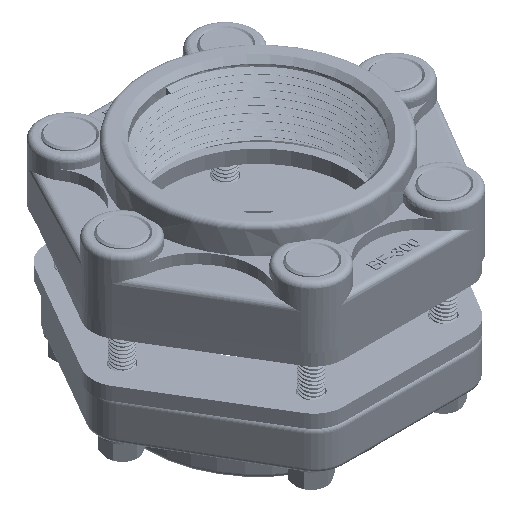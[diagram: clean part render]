
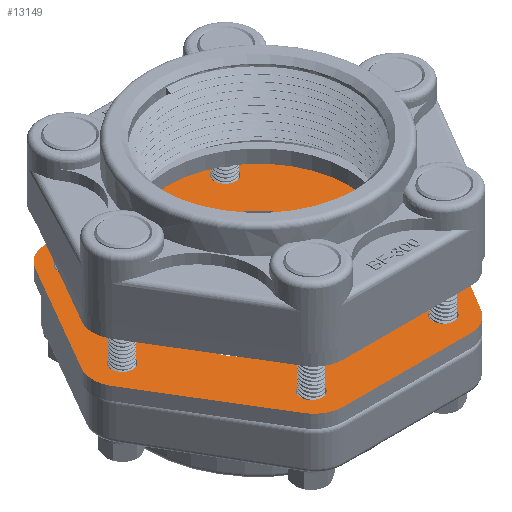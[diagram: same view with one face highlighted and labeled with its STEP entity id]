
A CAD part, isometric view. The second image highlights one B-rep face of the part: STEP entity #13149.
In plain terms, the highlighted planar face has unit normal (0, 0, 1).
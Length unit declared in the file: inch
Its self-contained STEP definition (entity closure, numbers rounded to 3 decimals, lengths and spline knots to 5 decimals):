
#536=FACE_BOUND('',#1986,.T.);
#537=FACE_BOUND('',#1987,.T.);
#538=FACE_BOUND('',#1988,.T.);
#539=FACE_BOUND('',#1989,.T.);
#540=FACE_BOUND('',#1990,.T.);
#541=FACE_BOUND('',#1991,.T.);
#542=FACE_BOUND('',#1992,.T.);
#777=PLANE('',#14220);
#1194=FACE_OUTER_BOUND('',#1985,.T.);
#1985=EDGE_LOOP('',(#10580,#10581,#10582,#10583,#10584,#10585,#10586,#10587,
#10588,#10589,#10590,#10591));
#1986=EDGE_LOOP('',(#10592));
#1987=EDGE_LOOP('',(#10593));
#1988=EDGE_LOOP('',(#10594));
#1989=EDGE_LOOP('',(#10595));
#1990=EDGE_LOOP('',(#10596));
#1991=EDGE_LOOP('',(#10597));
#1992=EDGE_LOOP('',(#10598));
#2555=CIRCLE('',#14175,0.5625);
#2569=CIRCLE('',#14192,0.5625);
#2570=CIRCLE('',#14194,0.5625);
#2571=CIRCLE('',#14197,0.5625);
#2572=CIRCLE('',#14200,0.5625);
#2573=CIRCLE('',#14203,0.5625);
#2574=CIRCLE('',#14205,1.705);
#2575=CIRCLE('',#14207,0.205);
#2576=CIRCLE('',#14209,0.205);
#2577=CIRCLE('',#14211,0.205);
#2578=CIRCLE('',#14213,0.205);
#2579=CIRCLE('',#14215,0.205);
#2580=CIRCLE('',#14217,0.205);
#3975=LINE('',#23738,#4939);
#3981=LINE('',#23753,#4945);
#3985=LINE('',#23763,#4949);
#3987=LINE('',#23769,#4951);
#3996=LINE('',#23803,#4960);
#3997=LINE('',#23805,#4961);
#4939=VECTOR('',#16470,0.3937);
#4945=VECTOR('',#16486,0.3937);
#4949=VECTOR('',#16496,0.3937);
#4951=VECTOR('',#16504,0.3937);
#4960=VECTOR('',#16547,0.3937);
#4961=VECTOR('',#16550,0.3937);
#5949=VERTEX_POINT('',#23692);
#5950=VERTEX_POINT('',#23693);
#5970=VERTEX_POINT('',#23737);
#5971=VERTEX_POINT('',#23741);
#5972=VERTEX_POINT('',#23745);
#5973=VERTEX_POINT('',#23746);
#5974=VERTEX_POINT('',#23751);
#5975=VERTEX_POINT('',#23755);
#5976=VERTEX_POINT('',#23756);
#5977=VERTEX_POINT('',#23761);
#5978=VERTEX_POINT('',#23765);
#5979=VERTEX_POINT('',#23771);
#5980=VERTEX_POINT('',#23775);
#5981=VERTEX_POINT('',#23779);
#5982=VERTEX_POINT('',#23783);
#5983=VERTEX_POINT('',#23787);
#5984=VERTEX_POINT('',#23791);
#5985=VERTEX_POINT('',#23795);
#5986=VERTEX_POINT('',#23799);
#7566=EDGE_CURVE('',#5949,#5950,#2555,.T.);
#7588=EDGE_CURVE('',#5950,#5970,#3975,.T.);
#7590=EDGE_CURVE('',#5970,#5971,#2569,.T.);
#7592=EDGE_CURVE('',#5972,#5973,#2570,.T.);
#7596=EDGE_CURVE('',#5974,#5972,#3981,.T.);
#7597=EDGE_CURVE('',#5975,#5976,#2571,.T.);
#7601=EDGE_CURVE('',#5977,#5975,#3985,.T.);
#7602=EDGE_CURVE('',#5978,#5977,#2572,.T.);
#7604=EDGE_CURVE('',#5973,#5978,#3987,.T.);
#7605=EDGE_CURVE('',#5979,#5974,#2573,.T.);
#7608=EDGE_CURVE('',#5980,#5980,#2574,.T.);
#7610=EDGE_CURVE('',#5981,#5981,#2575,.T.);
#7612=EDGE_CURVE('',#5982,#5982,#2576,.T.);
#7614=EDGE_CURVE('',#5983,#5983,#2577,.T.);
#7616=EDGE_CURVE('',#5984,#5984,#2578,.T.);
#7618=EDGE_CURVE('',#5985,#5985,#2579,.T.);
#7620=EDGE_CURVE('',#5986,#5986,#2580,.T.);
#7621=EDGE_CURVE('',#5976,#5949,#3996,.T.);
#7622=EDGE_CURVE('',#5971,#5979,#3997,.T.);
#10580=ORIENTED_EDGE('',*,*,#7566,.F.);
#10581=ORIENTED_EDGE('',*,*,#7621,.F.);
#10582=ORIENTED_EDGE('',*,*,#7597,.F.);
#10583=ORIENTED_EDGE('',*,*,#7601,.F.);
#10584=ORIENTED_EDGE('',*,*,#7602,.F.);
#10585=ORIENTED_EDGE('',*,*,#7604,.F.);
#10586=ORIENTED_EDGE('',*,*,#7592,.F.);
#10587=ORIENTED_EDGE('',*,*,#7596,.F.);
#10588=ORIENTED_EDGE('',*,*,#7605,.F.);
#10589=ORIENTED_EDGE('',*,*,#7622,.F.);
#10590=ORIENTED_EDGE('',*,*,#7590,.F.);
#10591=ORIENTED_EDGE('',*,*,#7588,.F.);
#10592=ORIENTED_EDGE('',*,*,#7608,.T.);
#10593=ORIENTED_EDGE('',*,*,#7610,.T.);
#10594=ORIENTED_EDGE('',*,*,#7612,.T.);
#10595=ORIENTED_EDGE('',*,*,#7614,.T.);
#10596=ORIENTED_EDGE('',*,*,#7616,.T.);
#10597=ORIENTED_EDGE('',*,*,#7618,.T.);
#10598=ORIENTED_EDGE('',*,*,#7620,.T.);
#13149=ADVANCED_FACE('',(#1194,#536,#537,#538,#539,#540,#541,#542),#777,
 .T.);
#14175=AXIS2_PLACEMENT_3D('',#23694,#16430,#16431);
#14192=AXIS2_PLACEMENT_3D('',#23742,#16474,#16475);
#14194=AXIS2_PLACEMENT_3D('',#23747,#16479,#16480);
#14197=AXIS2_PLACEMENT_3D('',#23757,#16489,#16490);
#14200=AXIS2_PLACEMENT_3D('',#23766,#16499,#16500);
#14203=AXIS2_PLACEMENT_3D('',#23772,#16507,#16508);
#14205=AXIS2_PLACEMENT_3D('',#23777,#16513,#16514);
#14207=AXIS2_PLACEMENT_3D('',#23781,#16518,#16519);
#14209=AXIS2_PLACEMENT_3D('',#23785,#16523,#16524);
#14211=AXIS2_PLACEMENT_3D('',#23789,#16528,#16529);
#14213=AXIS2_PLACEMENT_3D('',#23793,#16533,#16534);
#14215=AXIS2_PLACEMENT_3D('',#23797,#16538,#16539);
#14217=AXIS2_PLACEMENT_3D('',#23801,#16543,#16544);
#14220=AXIS2_PLACEMENT_3D('',#23806,#16551,#16552);
#16430=DIRECTION('center_axis',(0.,0.,-1.));
#16431=DIRECTION('ref_axis',(-0.49,-0.872,0.));
#16470=DIRECTION('',(-0.519,0.855,0.));
#16474=DIRECTION('center_axis',(0.,0.,-1.));
#16475=DIRECTION('ref_axis',(-1.,-0.011,0.));
#16479=DIRECTION('center_axis',(0.,0.,-1.));
#16480=DIRECTION('ref_axis',(0.5,0.866,0.));
#16486=DIRECTION('',(1.,0.,0.));
#16489=DIRECTION('center_axis',(0.,0.,-1.));
#16490=DIRECTION('ref_axis',(0.49,-0.872,0.));
#16496=DIRECTION('',(-0.519,-0.855,0.));
#16499=DIRECTION('center_axis',(0.,0.,-1.));
#16500=DIRECTION('ref_axis',(1.,-0.011,0.));
#16504=DIRECTION('',(0.5,-0.866,0.));
#16507=DIRECTION('center_axis',(0.,0.,-1.));
#16508=DIRECTION('ref_axis',(-0.5,0.866,0.));
#16513=DIRECTION('center_axis',(0.,0.,-1.));
#16514=DIRECTION('ref_axis',(-1.,0.,0.));
#16518=DIRECTION('center_axis',(0.,0.,-1.));
#16519=DIRECTION('ref_axis',(-1.,0.,0.));
#16523=DIRECTION('center_axis',(0.,0.,-1.));
#16524=DIRECTION('ref_axis',(-1.,0.,0.));
#16528=DIRECTION('center_axis',(0.,0.,-1.));
#16529=DIRECTION('ref_axis',(-1.,0.,0.));
#16533=DIRECTION('center_axis',(0.,0.,-1.));
#16534=DIRECTION('ref_axis',(-1.,0.,0.));
#16538=DIRECTION('center_axis',(0.,0.,-1.));
#16539=DIRECTION('ref_axis',(-1.,0.,0.));
#16543=DIRECTION('center_axis',(0.,0.,-1.));
#16544=DIRECTION('ref_axis',(-1.,0.,0.));
#16547=DIRECTION('',(-1.,0.,0.));
#16550=DIRECTION('',(0.5,0.866,0.));
#16551=DIRECTION('center_axis',(0.,0.,1.));
#16552=DIRECTION('ref_axis',(1.,0.,0.));
#23692=CARTESIAN_POINT('',(-1.1985,-2.81,0.25));
#23693=CARTESIAN_POINT('',(-1.67929,-2.53948,0.25));
#23694=CARTESIAN_POINT('Origin',(-1.1985,-2.2475,0.25));
#23737=CARTESIAN_POINT('',(-3.04861,-0.28473,0.25));
#23738=CARTESIAN_POINT('',(-1.515,-2.81,0.25));
#23741=CARTESIAN_POINT('',(-3.05496,0.2885,0.25));
#23742=CARTESIAN_POINT('Origin',(-2.56782,0.00725,
0.25));
#23745=CARTESIAN_POINT('',(1.35524,2.67,0.25));
#23746=CARTESIAN_POINT('',(1.84238,2.38875,0.25));
#23747=CARTESIAN_POINT('Origin',(1.35524,2.1075,0.25));
#23751=CARTESIAN_POINT('',(-1.35524,2.67,0.25));
#23753=CARTESIAN_POINT('',(-1.68,2.67,0.25));
#23755=CARTESIAN_POINT('',(1.67929,-2.53948,0.25));
#23756=CARTESIAN_POINT('',(1.1985,-2.81,0.25));
#23757=CARTESIAN_POINT('Origin',(1.1985,-2.2475,0.25));
#23761=CARTESIAN_POINT('',(3.04861,-0.28473,0.25));
#23763=CARTESIAN_POINT('',(3.22153,0.,0.25));
#23765=CARTESIAN_POINT('',(3.05496,0.2885,0.25));
#23766=CARTESIAN_POINT('Origin',(2.56782,0.00725,0.25));
#23769=CARTESIAN_POINT('',(1.68,2.67,0.25));
#23771=CARTESIAN_POINT('',(-1.84238,2.38875,0.25));
#23772=CARTESIAN_POINT('Origin',(-1.35524,2.1075,0.25));
#23775=CARTESIAN_POINT('',(1.705,0.,0.25));
#23777=CARTESIAN_POINT('Origin',(0.,0.,0.25));
#23779=CARTESIAN_POINT('',(-2.375,0.,0.25));
#23781=CARTESIAN_POINT('Origin',(-2.58,0.,0.25));
#23783=CARTESIAN_POINT('',(-1.045,-2.25,0.25));
#23785=CARTESIAN_POINT('Origin',(-1.25,-2.25,0.25));
#23787=CARTESIAN_POINT('',(1.455,-2.25,0.25));
#23789=CARTESIAN_POINT('Origin',(1.25,-2.25,0.25));
#23791=CARTESIAN_POINT('',(2.785,0.,0.25));
#23793=CARTESIAN_POINT('Origin',(2.58,0.,0.25));
#23795=CARTESIAN_POINT('',(1.685,2.11,0.25));
#23797=CARTESIAN_POINT('Origin',(1.48,2.11,0.25));
#23799=CARTESIAN_POINT('',(-1.275,2.11,0.25));
#23801=CARTESIAN_POINT('Origin',(-1.48,2.11,0.25));
#23803=CARTESIAN_POINT('',(1.515,-2.81,0.25));
#23805=CARTESIAN_POINT('',(-3.22153,0.,0.25));
#23806=CARTESIAN_POINT('Origin',(0.,-0.02872,
0.25));
